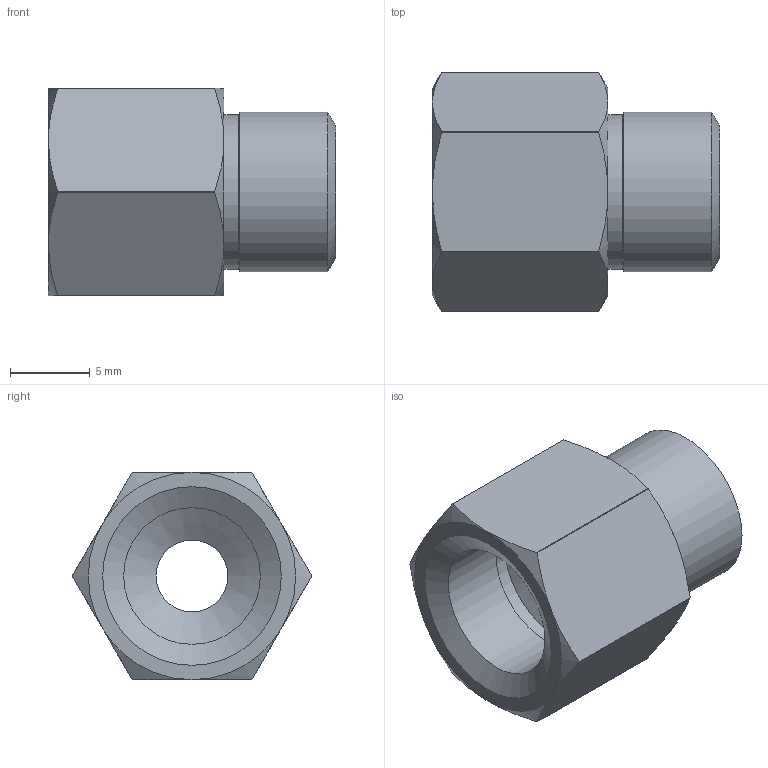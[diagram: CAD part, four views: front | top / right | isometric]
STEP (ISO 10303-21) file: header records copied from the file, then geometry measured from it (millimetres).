
FILE_DESCRIPTION(/* description */ (''),/* implementation_level */ '2;1');
FILE_NAME(/* name */ 'snrn_m10x1-18-la.stp',/* time_stamp */ '2020-06-23T14:57:09+02:00',/* author */ ('leitheußer'),/* organization */ (''),/* preprocessor_version */ 'ST-DEVELOPER v15.6',/* originating_system */ 'Autodesk Inventor LT ',/* authorisation */ '');
FILE_SCHEMA (('AUTOMOTIVE_DESIGN { 1 0 10303 214 3 1 1 }'));
Length unit declared in the file: millimetre
Products named in the file (1): SNRN M10X1-18
Bounding box: 18 x 15 x 13 mm (x, y, z)
Volume: 1559.4 mm3; surface area: 1272.2 mm2
Topology: 1 solids, 1 shells, 38 faces, 84 edges, 49 vertices
Faces by surface type: cone 18, cylinder 11, plane 9
Full cylindrical faces by diameter (mm): 4.5 x1, 8.566 x1, 9 x1, 9.7 x1, 10 x1
Entity records: 986 total; most frequent: CARTESIAN_POINT 209, DIRECTION 164, ORIENTED_EDGE 146, AXIS2_PLACEMENT_3D 76, EDGE_CURVE 73, EDGE_LOOP 52, VERTEX_POINT 49, FACE_OUTER_BOUND 38
